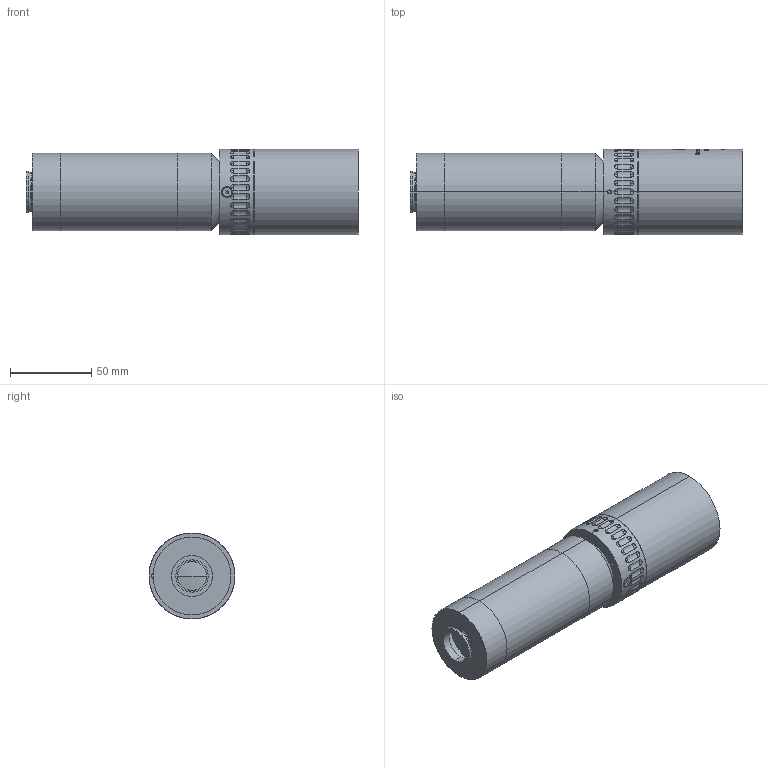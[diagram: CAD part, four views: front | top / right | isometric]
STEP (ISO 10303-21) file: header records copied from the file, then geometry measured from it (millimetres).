
FILE_DESCRIPTION (( 'STEP AP203' ), '1' );
FILE_NAME ('S5LPJ2555_04.STEP', '2022-03-02T09:40:40', ( '' ), ( '' ), 'SwSTEP 2.0', 'SolidWorks 2021', '' );
FILE_SCHEMA (( 'CONFIG_CONTROL_DESIGN' ));
Length unit declared in the file: millimetre
Products named in the file (16): 253020; 253016; 249218; S5LMN2569; DIN 913 - M3 x 3-N_DIN 913 - M3 x 3-N; S5LAO2569; 310802; 253022_S5LPJ2555; din 7991 - m3 x 6 --- 6n_DIN 7991 - M3 x 6 --- 6N; 237412; DIN 913 - M3 x 4-N_DIN 913 - M3 x 4-N; S5LPJ2555_04; 159015; 252815; S5LDX2555; 253021
Assembly tree (18 placements, depth 3):
  S5LPJ2555_04
    S5LDX2555
    S5LAO2569
      S5LMN2569
    159015
    249218
    252815
    253016
    310802
    253020
    253022_S5LPJ2555
    253021
    237412
    din 7991 - m3 x 6 --- 6n_DIN 7991 - M3 x 6 --- 6N
    DIN 913 - M3 x 4-N_DIN 913 - M3 x 4-N
    DIN 913 - M3 x 3-N_DIN 913 - M3 x 3-N  x4
Bounding box: 204.8 x 53 x 53 mm (x, y, z)
Volume: 237643.8 mm3; surface area: 87351.7 mm2
Topology: 17 solids, 17 shells, 1129 faces, 2791 edges, 1803 vertices
Faces by surface type: bspline 325, plane 311, cylinder 241, sphere 128, cone 70, torus 54
Entity records: 68153 total; most frequent: CARTESIAN_POINT 43039, ORIENTED_EDGE 5386, DIRECTION 3899, EDGE_CURVE 2693, VERTEX_POINT 1743, AXIS2_PLACEMENT_3D 1601, EDGE_LOOP 1220, B_SPLINE_CURVE_WITH_KNOTS 1176
